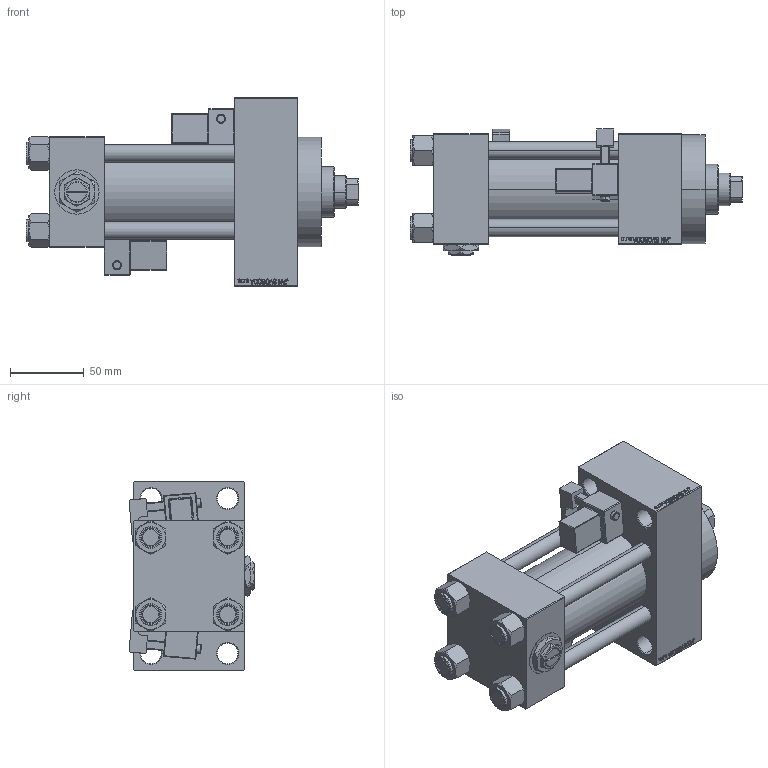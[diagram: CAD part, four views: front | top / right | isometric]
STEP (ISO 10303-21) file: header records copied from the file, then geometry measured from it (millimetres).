
FILE_DESCRIPTION (( 'STEP AP203' ), '1' );
FILE_NAME ('4431.STEP', '2026-01-26T07:52:39', ( '' ), ( '' ), 'SwSTEP 2.0', 'SolidWorks 2019', '' );
FILE_SCHEMA (( 'CONFIG_CONTROL_DESIGN' ));
Length unit declared in the file: millimetre
Products named in the file (8): V215CR_MSU 67ade1fde714e2b6ff9c24d043725801; V215CD_NUT_M5_D 67ade1fde714e2b6ff9c24d043725801; V215CD_VC_A 67ade1fde714e2b6ff9c24d043725801; V215CD_VCP_D 67ade1fde714e2b6ff9c24d043725801; 4431; V215CD_D_TYCINKA 67ade1fde714e2b6ff9c24d043725801; Zatka_pro_OIL_PORT 67ade1fde714e2b6ff9c24d043725801; V215CD_D_Body 67ade1fde714e2b6ff9c24d043725801
Assembly tree (14 placements, depth 2):
  4431
    V215CD_D_Body 67ade1fde714e2b6ff9c24d043725801
    V215CD_VC_A 67ade1fde714e2b6ff9c24d043725801
    V215CD_VCP_D 67ade1fde714e2b6ff9c24d043725801
    V215CD_D_TYCINKA 67ade1fde714e2b6ff9c24d043725801  x4
    V215CD_NUT_M5_D 67ade1fde714e2b6ff9c24d043725801  x4
    V215CR_MSU 67ade1fde714e2b6ff9c24d043725801  x2
    Zatka_pro_OIL_PORT 67ade1fde714e2b6ff9c24d043725801
Bounding box: 225 x 85.34 x 128 mm (x, y, z)
Volume: 890413.5 mm3; surface area: 195263.3 mm2
Topology: 14 solids, 14 shells, 1300 faces, 3206 edges, 2031 vertices
Faces by surface type: plane 577, bspline 368, cone 162, cylinder 149, sphere 24, torus 20
Entity records: 50875 total; most frequent: CARTESIAN_POINT 25873, ORIENTED_EDGE 5522, DIRECTION 3755, EDGE_CURVE 2761, VERTEX_POINT 1791, VECTOR 1637, LINE 1637, EDGE_LOOP 1240
